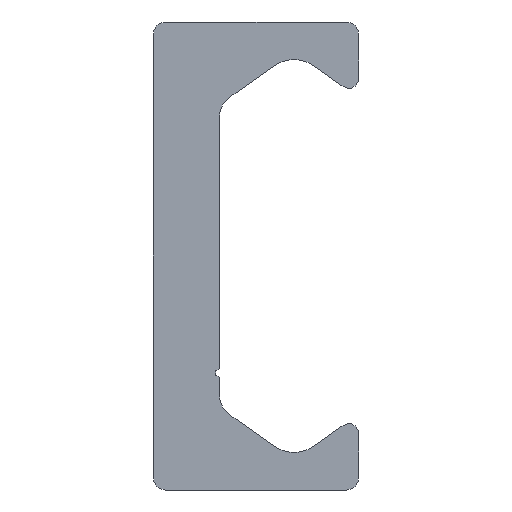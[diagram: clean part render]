
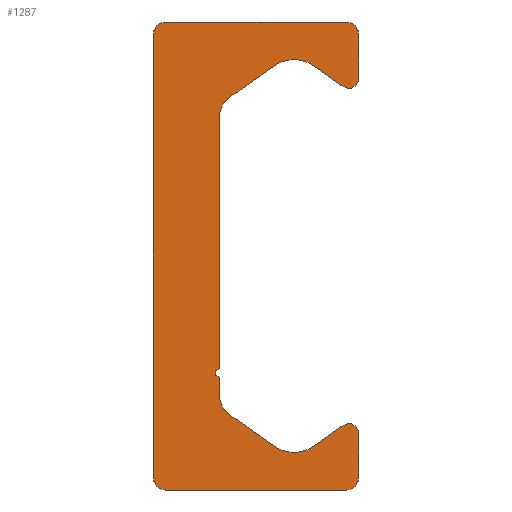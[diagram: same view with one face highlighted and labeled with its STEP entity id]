
A CAD part, left-side view. The second image highlights one B-rep face of the part: STEP entity #1287.
In plain terms, the highlighted planar face has unit normal (-1, 0, 0).
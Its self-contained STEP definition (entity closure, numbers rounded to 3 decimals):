
#516=CARTESIAN_POINT('',(0.0,5.4,-14.));
#517=VERTEX_POINT('',#516);
#524=CARTESIAN_POINT('',(0.0,6.15,-13.25));
#525=VERTEX_POINT('',#524);
#526=CARTESIAN_POINT('',(0.0,5.4,-13.25));
#527=DIRECTION('',(1.0,0.0,0.0));
#528=DIRECTION('',(0.0,0.0,-1.0));
#529=AXIS2_PLACEMENT_3D('',#526,#527,#528);
#530=CIRCLE('',#529,0.75);
#531=EDGE_CURVE('',#517,#525,#530,.T.);
#555=CARTESIAN_POINT('',(0.0,-5.4,-14.));
#556=VERTEX_POINT('',#555);
#563=CARTESIAN_POINT('',(0.0,-5.4,-14.));
#564=DIRECTION('',(0.0,1.0,0.0));
#565=VECTOR('',#564,10.8);
#566=LINE('',#563,#565);
#567=EDGE_CURVE('',#556,#517,#566,.T.);
#587=CARTESIAN_POINT('',(0.0,-6.15,-13.25));
#588=VERTEX_POINT('',#587);
#595=CARTESIAN_POINT('',(0.0,-5.4,-13.25));
#596=DIRECTION('',(1.0,0.0,0.0));
#597=DIRECTION('',(0.0,-1.0,0.0));
#598=AXIS2_PLACEMENT_3D('',#595,#596,#597);
#599=CIRCLE('',#598,0.75);
#600=EDGE_CURVE('',#588,#556,#599,.T.);
#619=CARTESIAN_POINT('',(0.0,-6.15,-10.63));
#620=VERTEX_POINT('',#619);
#627=CARTESIAN_POINT('',(0.0,-6.15,-10.63));
#628=DIRECTION('',(0.0,0.0,-1.0));
#629=VECTOR('',#628,2.62);
#630=LINE('',#627,#629);
#631=EDGE_CURVE('',#620,#588,#630,.T.);
#651=CARTESIAN_POINT('',(0.0,-5.206,-10.139));
#652=VERTEX_POINT('',#651);
#659=CARTESIAN_POINT('',(0.0,-5.55,-10.63));
#660=DIRECTION('',(1.0,0.0,0.0));
#661=DIRECTION('',(0.0,0.574,0.819));
#662=AXIS2_PLACEMENT_3D('',#659,#660,#661);
#663=CIRCLE('',#662,0.6);
#664=EDGE_CURVE('',#652,#620,#663,.T.);
#683=CARTESIAN_POINT('',(0.0,-3.417,-11.391));
#684=VERTEX_POINT('',#683);
#691=CARTESIAN_POINT('',(0.0,-3.417,-11.391));
#692=DIRECTION('',(0.0,-0.819,0.574));
#693=VECTOR('',#692,2.184);
#694=LINE('',#691,#693);
#695=EDGE_CURVE('',#684,#652,#694,.T.);
#715=CARTESIAN_POINT('',(0.0,-1.123,-11.391));
#716=VERTEX_POINT('',#715);
#723=CARTESIAN_POINT('',(0.0,-2.27,-9.753));
#724=DIRECTION('',(-1.0,0.0,0.0));
#725=DIRECTION('',(0.0,0.574,0.819));
#726=AXIS2_PLACEMENT_3D('',#723,#724,#725);
#727=CIRCLE('',#726,2.0);
#728=EDGE_CURVE('',#716,#684,#727,.T.);
#747=CARTESIAN_POINT('',(0.0,1.56,-9.512));
#748=VERTEX_POINT('',#747);
#755=CARTESIAN_POINT('',(0.0,1.56,-9.512));
#756=DIRECTION('',(0.0,-0.819,-0.574));
#757=VECTOR('',#756,3.276);
#758=LINE('',#755,#757);
#759=EDGE_CURVE('',#748,#716,#758,.T.);
#779=CARTESIAN_POINT('',(0.0,2.2,-8.283));
#780=VERTEX_POINT('',#779);
#787=CARTESIAN_POINT('',(0.0,0.7,-8.283));
#788=DIRECTION('',(-1.0,0.0,0.0));
#789=DIRECTION('',(0.0,-0.574,0.819));
#790=AXIS2_PLACEMENT_3D('',#787,#788,#789);
#791=CIRCLE('',#790,1.5);
#792=EDGE_CURVE('',#780,#748,#791,.T.);
#811=CARTESIAN_POINT('',(0.0,2.2,-7.25));
#812=VERTEX_POINT('',#811);
#819=CARTESIAN_POINT('',(0.0,2.2,-7.25));
#820=DIRECTION('',(0.0,0.0,-1.0));
#821=VECTOR('',#820,1.033);
#822=LINE('',#819,#821);
#823=EDGE_CURVE('',#812,#780,#822,.T.);
#843=CARTESIAN_POINT('',(0.0,2.2,-6.75));
#844=VERTEX_POINT('',#843);
#851=CARTESIAN_POINT('',(0.0,2.2,-7.));
#852=DIRECTION('',(-1.0,0.0,0.0));
#853=DIRECTION('',(0.0,0.0,1.0));
#854=AXIS2_PLACEMENT_3D('',#851,#852,#853);
#855=CIRCLE('',#854,0.25);
#856=EDGE_CURVE('',#844,#812,#855,.T.);
#875=CARTESIAN_POINT('',(0.0,2.2,8.283));
#876=VERTEX_POINT('',#875);
#883=CARTESIAN_POINT('',(0.0,2.2,8.283));
#884=DIRECTION('',(0.0,0.0,-1.0));
#885=VECTOR('',#884,15.033);
#886=LINE('',#883,#885);
#887=EDGE_CURVE('',#876,#844,#886,.T.);
#934=CARTESIAN_POINT('',(0.0,1.56,9.512));
#935=VERTEX_POINT('',#934);
#942=CARTESIAN_POINT('',(0.0,0.7,8.283));
#943=DIRECTION('',(-1.0,0.0,0.0));
#944=DIRECTION('',(0.0,-1.0,0.0));
#945=AXIS2_PLACEMENT_3D('',#942,#943,#944);
#946=CIRCLE('',#945,1.5);
#947=EDGE_CURVE('',#935,#876,#946,.T.);
#966=CARTESIAN_POINT('',(0.0,-1.123,11.391));
#967=VERTEX_POINT('',#966);
#974=CARTESIAN_POINT('',(0.0,-1.123,11.391));
#975=DIRECTION('',(0.0,0.819,-0.574));
#976=VECTOR('',#975,3.276);
#977=LINE('',#974,#976);
#978=EDGE_CURVE('',#967,#935,#977,.T.);
#998=CARTESIAN_POINT('',(0.0,-3.417,11.391));
#999=VERTEX_POINT('',#998);
#1006=CARTESIAN_POINT('',(0.0,-2.27,9.753));
#1007=DIRECTION('',(-1.0,0.0,0.0));
#1008=DIRECTION('',(0.0,-0.574,-0.819));
#1009=AXIS2_PLACEMENT_3D('',#1006,#1007,#1008);
#1010=CIRCLE('',#1009,2.0);
#1011=EDGE_CURVE('',#999,#967,#1010,.T.);
#1030=CARTESIAN_POINT('',(0.0,-5.206,10.139));
#1031=VERTEX_POINT('',#1030);
#1038=CARTESIAN_POINT('',(0.0,-5.206,10.139));
#1039=DIRECTION('',(0.0,0.819,0.574));
#1040=VECTOR('',#1039,2.184);
#1041=LINE('',#1038,#1040);
#1042=EDGE_CURVE('',#1031,#999,#1041,.T.);
#1062=CARTESIAN_POINT('',(0.0,-6.15,10.63));
#1063=VERTEX_POINT('',#1062);
#1070=CARTESIAN_POINT('',(0.0,-5.55,10.63));
#1071=DIRECTION('',(1.0,0.0,0.0));
#1072=DIRECTION('',(0.0,-1.0,0.0));
#1073=AXIS2_PLACEMENT_3D('',#1070,#1071,#1072);
#1074=CIRCLE('',#1073,0.6);
#1075=EDGE_CURVE('',#1063,#1031,#1074,.T.);
#1094=CARTESIAN_POINT('',(0.0,-6.15,13.25));
#1095=VERTEX_POINT('',#1094);
#1102=CARTESIAN_POINT('',(0.0,-6.15,13.25));
#1103=DIRECTION('',(0.0,0.0,-1.0));
#1104=VECTOR('',#1103,2.62);
#1105=LINE('',#1102,#1104);
#1106=EDGE_CURVE('',#1095,#1063,#1105,.T.);
#1126=CARTESIAN_POINT('',(0.0,-5.4,14.));
#1127=VERTEX_POINT('',#1126);
#1134=CARTESIAN_POINT('',(0.0,-5.4,13.25));
#1135=DIRECTION('',(1.0,0.0,0.0));
#1136=DIRECTION('',(0.0,0.0,1.0));
#1137=AXIS2_PLACEMENT_3D('',#1134,#1135,#1136);
#1138=CIRCLE('',#1137,0.75);
#1139=EDGE_CURVE('',#1127,#1095,#1138,.T.);
#1158=CARTESIAN_POINT('',(0.0,5.4,14.));
#1159=VERTEX_POINT('',#1158);
#1166=CARTESIAN_POINT('',(0.0,5.4,14.));
#1167=DIRECTION('',(0.0,-1.0,0.0));
#1168=VECTOR('',#1167,10.8);
#1169=LINE('',#1166,#1168);
#1170=EDGE_CURVE('',#1159,#1127,#1169,.T.);
#1190=CARTESIAN_POINT('',(0.0,6.15,13.25));
#1191=VERTEX_POINT('',#1190);
#1198=CARTESIAN_POINT('',(0.0,5.4,13.25));
#1199=DIRECTION('',(1.0,0.0,0.0));
#1200=DIRECTION('',(0.0,1.0,0.0));
#1201=AXIS2_PLACEMENT_3D('',#1198,#1199,#1200);
#1202=CIRCLE('',#1201,0.75);
#1203=EDGE_CURVE('',#1191,#1159,#1202,.T.);
#1221=CARTESIAN_POINT('',(0.0,6.15,-13.25));
#1222=DIRECTION('',(0.0,0.0,1.0));
#1223=VECTOR('',#1222,26.5);
#1224=LINE('',#1221,#1223);
#1225=EDGE_CURVE('',#525,#1191,#1224,.T.);
#1258=CARTESIAN_POINT('',(0.0,1.352,-0.021));
#1259=DIRECTION('',(1.0,0.0,0.0));
#1260=DIRECTION('',(0.0,0.0,-1.0));
#1261=AXIS2_PLACEMENT_3D('',#1258,#1259,#1260);
#1262=PLANE('',#1261);
#1263=ORIENTED_EDGE('',*,*,#1225,.F.);
#1264=ORIENTED_EDGE('',*,*,#531,.F.);
#1265=ORIENTED_EDGE('',*,*,#567,.F.);
#1266=ORIENTED_EDGE('',*,*,#600,.F.);
#1267=ORIENTED_EDGE('',*,*,#631,.F.);
#1268=ORIENTED_EDGE('',*,*,#664,.F.);
#1269=ORIENTED_EDGE('',*,*,#695,.F.);
#1270=ORIENTED_EDGE('',*,*,#728,.F.);
#1271=ORIENTED_EDGE('',*,*,#759,.F.);
#1272=ORIENTED_EDGE('',*,*,#792,.F.);
#1273=ORIENTED_EDGE('',*,*,#823,.F.);
#1274=ORIENTED_EDGE('',*,*,#856,.F.);
#1275=ORIENTED_EDGE('',*,*,#887,.F.);
#1276=ORIENTED_EDGE('',*,*,#947,.F.);
#1277=ORIENTED_EDGE('',*,*,#978,.F.);
#1278=ORIENTED_EDGE('',*,*,#1011,.F.);
#1279=ORIENTED_EDGE('',*,*,#1042,.F.);
#1280=ORIENTED_EDGE('',*,*,#1075,.F.);
#1281=ORIENTED_EDGE('',*,*,#1106,.F.);
#1282=ORIENTED_EDGE('',*,*,#1139,.F.);
#1283=ORIENTED_EDGE('',*,*,#1170,.F.);
#1284=ORIENTED_EDGE('',*,*,#1203,.F.);
#1285=EDGE_LOOP('',(#1263,#1264,#1265,#1266,#1267,#1268,#1269,#1270,#1271,#1272,#1273,#1274,#1275,#1276,#1277,#1278,#1279,#1280,#1281,#1282,#1283,#1284));
#1286=FACE_OUTER_BOUND('',#1285,.T.);
#1287=ADVANCED_FACE('',(#1286),#1262,.F.);
